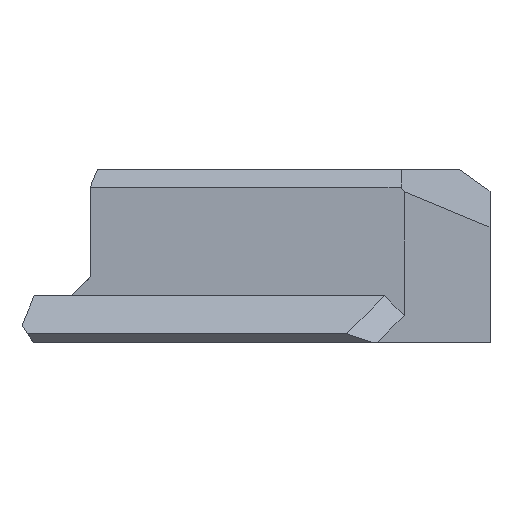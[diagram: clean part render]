
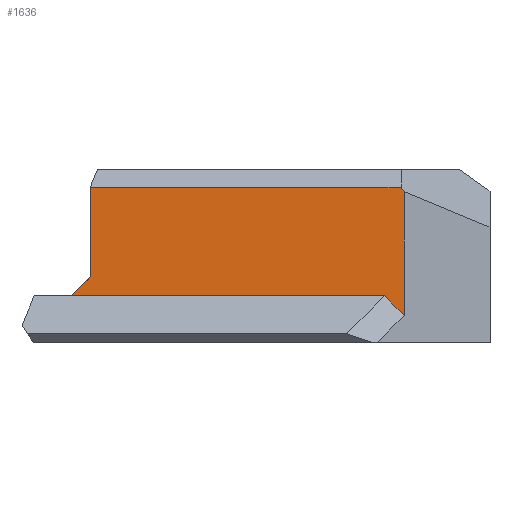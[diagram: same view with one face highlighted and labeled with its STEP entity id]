
A CAD part, left-side view. The second image highlights one B-rep face of the part: STEP entity #1636.
In plain terms, the highlighted planar face has unit normal (-1, 0, 0).
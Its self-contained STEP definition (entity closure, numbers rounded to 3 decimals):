
#99=LINE('',#2378,#300);
#161=LINE('',#2538,#362);
#186=LINE('',#2592,#387);
#192=LINE('',#2607,#393);
#193=LINE('',#2609,#394);
#194=LINE('',#2610,#395);
#195=LINE('',#2612,#396);
#300=VECTOR('',#1902,1000.);
#362=VECTOR('',#2020,1000.);
#387=VECTOR('',#2071,1000.);
#393=VECTOR('',#2095,1000.);
#394=VECTOR('',#2096,1000.);
#395=VECTOR('',#2097,1000.);
#396=VECTOR('',#2098,1000.);
#703=ORIENTED_EDGE('',*,*,#1107,.F.);
#704=ORIENTED_EDGE('',*,*,#1108,.T.);
#705=ORIENTED_EDGE('',*,*,#1071,.T.);
#706=ORIENTED_EDGE('',*,*,#1109,.T.);
#707=ORIENTED_EDGE('',*,*,#1110,.T.);
#708=ORIENTED_EDGE('',*,*,#995,.T.);
#709=ORIENTED_EDGE('',*,*,#1100,.T.);
#995=EDGE_CURVE('',#1230,#1229,#99,.T.);
#1071=EDGE_CURVE('',#1290,#1289,#161,.T.);
#1100=EDGE_CURVE('',#1229,#1232,#186,.T.);
#1107=EDGE_CURVE('',#1306,#1232,#192,.T.);
#1108=EDGE_CURVE('',#1306,#1290,#193,.F.);
#1109=EDGE_CURVE('',#1289,#1307,#194,.T.);
#1110=EDGE_CURVE('',#1307,#1230,#195,.T.);
#1229=VERTEX_POINT('',#2377);
#1230=VERTEX_POINT('',#2379);
#1232=VERTEX_POINT('',#2385);
#1289=VERTEX_POINT('',#2537);
#1290=VERTEX_POINT('',#2539);
#1306=VERTEX_POINT('',#2608);
#1307=VERTEX_POINT('',#2611);
#1395=EDGE_LOOP('',(#703,#704,#705,#706,#707,#708,#709));
#1482=FACE_BOUND('',#1395,.T.);
#1560=PLANE('',#1766);
#1636=ADVANCED_FACE('',(#1482),#1560,.T.);
#1766=AXIS2_PLACEMENT_3D('',#2606,#2093,#2094);
#1902=DIRECTION('',(0.,0.577,0.816));
#2020=DIRECTION('',(0.,-1.,0.));
#2071=DIRECTION('',(0.,1.,0.));
#2093=DIRECTION('',(-1.,0.,0.));
#2094=DIRECTION('',(0.,0.,1.));
#2095=DIRECTION('',(0.,0.,1.));
#2096=DIRECTION('',(0.,-0.707,0.707));
#2097=DIRECTION('',(0.,-0.707,-0.707));
#2098=DIRECTION('',(0.,0.,1.));
#2377=CARTESIAN_POINT('',(-6.3,-4.391,4.267));
#2378=CARTESIAN_POINT('',(-6.3,-0.713,9.468));
#2379=CARTESIAN_POINT('',(-6.3,-4.479,4.142));
#2385=CARTESIAN_POINT('',(-6.3,4.15,4.267));
#2537=CARTESIAN_POINT('',(-6.3,-3.938,1.283));
#2538=CARTESIAN_POINT('',(-6.3,-9.301,1.283));
#2539=CARTESIAN_POINT('',(-6.3,4.667,1.283));
#2592=CARTESIAN_POINT('',(-6.3,-9.301,4.267));
#2606=CARTESIAN_POINT('',(-6.3,-9.301,1.648));
#2607=CARTESIAN_POINT('',(-6.3,4.15,1.648));
#2608=CARTESIAN_POINT('',(-6.3,4.15,1.8));
#2609=CARTESIAN_POINT('',(-6.3,4.667,1.283));
#2610=CARTESIAN_POINT('',(-6.3,-4.479,0.741));
#2611=CARTESIAN_POINT('',(-6.3,-4.479,0.741));
#2612=CARTESIAN_POINT('',(-6.3,-4.479,-2.313));
